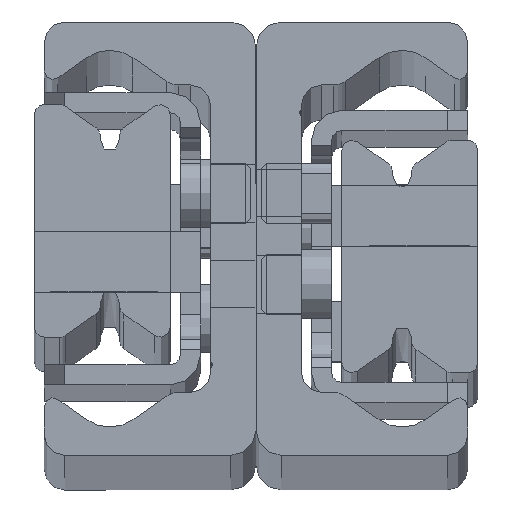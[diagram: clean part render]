
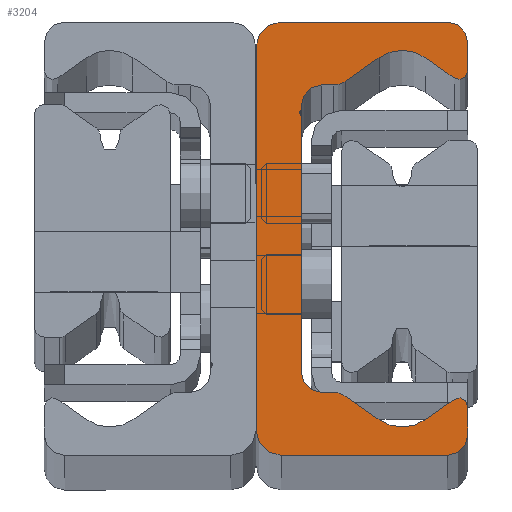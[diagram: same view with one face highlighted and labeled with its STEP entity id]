
A CAD part, top view. The second image highlights one B-rep face of the part: STEP entity #3204.
In plain terms, the highlighted planar face has unit normal (0, 0, 1).
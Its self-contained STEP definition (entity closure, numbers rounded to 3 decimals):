
#2066=CARTESIAN_POINT('',(2.499,0.,1970.0));
#2067=VERTEX_POINT('',#2066);
#2068=CARTESIAN_POINT('',(-0.001,2.5,1970.0));
#2069=VERTEX_POINT('',#2068);
#2070=CARTESIAN_POINT('',(2.499,2.5,1970.0));
#2071=DIRECTION('',(0.0,0.0,-1.0));
#2072=DIRECTION('',(-1.0,0.0,0.0));
#2073=AXIS2_PLACEMENT_3D('',#2070,#2071,#2072);
#2074=CIRCLE('',#2073,2.5);
#2075=EDGE_CURVE('',#2067,#2069,#2074,.T.);
#2108=CARTESIAN_POINT('',(-0.001,40.5,1970.0));
#2109=VERTEX_POINT('',#2108);
#2110=CARTESIAN_POINT('',(-0.001,2.5,1970.0));
#2111=DIRECTION('',(0.0,1.0,0.0));
#2112=VECTOR('',#2111,38.0);
#2113=LINE('',#2110,#2112);
#2114=EDGE_CURVE('',#2069,#2109,#2113,.T.);
#2226=CARTESIAN_POINT('',(2.499,43.0,1970.0));
#2227=VERTEX_POINT('',#2226);
#2228=CARTESIAN_POINT('',(2.499,40.5,1970.0));
#2229=DIRECTION('',(0.0,0.0,-1.0));
#2230=DIRECTION('',(0.0,1.0,0.0));
#2231=AXIS2_PLACEMENT_3D('',#2228,#2229,#2230);
#2232=CIRCLE('',#2231,2.5);
#2233=EDGE_CURVE('',#2109,#2227,#2232,.T.);
#2259=CARTESIAN_POINT('',(18.999,43.,1970.0));
#2260=VERTEX_POINT('',#2259);
#2261=CARTESIAN_POINT('',(2.499,43.0,1970.0));
#2262=DIRECTION('',(1.0,0.0,0.0));
#2263=VECTOR('',#2262,16.5);
#2264=LINE('',#2261,#2263);
#2265=EDGE_CURVE('',#2227,#2260,#2264,.T.);
#2290=CARTESIAN_POINT('',(20.999,41.,1970.0));
#2291=VERTEX_POINT('',#2290);
#2292=CARTESIAN_POINT('',(18.999,41.,1970.0));
#2293=DIRECTION('',(0.0,0.0,-1.0));
#2294=DIRECTION('',(1.0,0.0,0.0));
#2295=AXIS2_PLACEMENT_3D('',#2292,#2293,#2294);
#2296=CIRCLE('',#2295,2.0);
#2297=EDGE_CURVE('',#2260,#2291,#2296,.T.);
#2323=CARTESIAN_POINT('',(20.999,38.15,1970.0));
#2324=VERTEX_POINT('',#2323);
#2325=CARTESIAN_POINT('',(20.999,41.,1970.0));
#2326=DIRECTION('',(0.0,-1.0,0.0));
#2327=VECTOR('',#2326,2.85);
#2328=LINE('',#2325,#2327);
#2329=EDGE_CURVE('',#2291,#2324,#2328,.T.);
#2354=CARTESIAN_POINT('',(19.662,37.453,1970.0));
#2355=VERTEX_POINT('',#2354);
#2356=CARTESIAN_POINT('',(20.149,38.15,1970.0));
#2357=DIRECTION('',(0.0,0.0,-1.));
#2358=DIRECTION('',(-0.574,-0.819,0.0));
#2359=AXIS2_PLACEMENT_3D('',#2356,#2357,#2358);
#2360=CIRCLE('',#2359,0.85);
#2361=EDGE_CURVE('',#2324,#2355,#2360,.T.);
#2387=CARTESIAN_POINT('',(16.794,39.462,1970.0));
#2388=VERTEX_POINT('',#2387);
#2389=CARTESIAN_POINT('',(19.662,37.453,1970.0));
#2390=DIRECTION('',(-0.819,0.574,0.0));
#2391=VECTOR('',#2390,3.501);
#2392=LINE('',#2389,#2391);
#2393=EDGE_CURVE('',#2355,#2388,#2392,.T.);
#2418=CARTESIAN_POINT('',(12.205,39.462,1970.0));
#2419=VERTEX_POINT('',#2418);
#2420=CARTESIAN_POINT('',(14.499,36.185,1970.0));
#2421=DIRECTION('',(0.0,0.0,1.0));
#2422=DIRECTION('',(-0.574,-0.819,0.0));
#2423=AXIS2_PLACEMENT_3D('',#2420,#2421,#2422);
#2424=CIRCLE('',#2423,4.0);
#2425=EDGE_CURVE('',#2388,#2419,#2424,.T.);
#2451=CARTESIAN_POINT('',(8.849,37.112,1970.0));
#2452=VERTEX_POINT('',#2451);
#2453=CARTESIAN_POINT('',(12.205,39.462,1970.0));
#2454=DIRECTION('',(-0.819,-0.574,0.0));
#2455=VECTOR('',#2454,4.097);
#2456=LINE('',#2453,#2455);
#2457=EDGE_CURVE('',#2419,#2452,#2456,.T.);
#2482=CARTESIAN_POINT('',(7.702,36.75,1970.0));
#2483=VERTEX_POINT('',#2482);
#2484=CARTESIAN_POINT('',(7.702,38.75,1970.0));
#2485=DIRECTION('',(0.0,0.0,-1.0));
#2486=DIRECTION('',(0.0,-1.0,0.0));
#2487=AXIS2_PLACEMENT_3D('',#2484,#2485,#2486);
#2488=CIRCLE('',#2487,2.0);
#2489=EDGE_CURVE('',#2452,#2483,#2488,.T.);
#2515=CARTESIAN_POINT('',(6.499,36.75,1970.0));
#2516=VERTEX_POINT('',#2515);
#2517=CARTESIAN_POINT('',(7.702,36.75,1970.0));
#2518=DIRECTION('',(-1.0,0.0,0.0));
#2519=VECTOR('',#2518,1.203);
#2520=LINE('',#2517,#2519);
#2521=EDGE_CURVE('',#2483,#2516,#2520,.T.);
#2546=CARTESIAN_POINT('',(4.499,34.75,1970.0));
#2547=VERTEX_POINT('',#2546);
#2548=CARTESIAN_POINT('',(6.499,34.75,1970.0));
#2549=DIRECTION('',(0.0,0.0,1.0));
#2550=DIRECTION('',(0.0,-1.0,0.0));
#2551=AXIS2_PLACEMENT_3D('',#2548,#2549,#2550);
#2552=CIRCLE('',#2551,2.0);
#2553=EDGE_CURVE('',#2516,#2547,#2552,.T.);
#2579=CARTESIAN_POINT('',(4.499,34.361,1970.0));
#2580=VERTEX_POINT('',#2579);
#2581=CARTESIAN_POINT('',(4.499,34.75,1970.0));
#2582=DIRECTION('',(0.0,-1.0,0.0));
#2583=VECTOR('',#2582,0.389);
#2584=LINE('',#2581,#2583);
#2585=EDGE_CURVE('',#2547,#2580,#2584,.T.);
#2610=CARTESIAN_POINT('',(4.411,34.234,1970.0));
#2611=VERTEX_POINT('',#2610);
#2612=CARTESIAN_POINT('',(4.363,34.361,1970.0));
#2613=DIRECTION('',(0.0,0.0,-1.0));
#2614=DIRECTION('',(0.353,-0.936,0.0));
#2615=AXIS2_PLACEMENT_3D('',#2612,#2613,#2614);
#2616=CIRCLE('',#2615,0.136);
#2617=EDGE_CURVE('',#2580,#2611,#2616,.T.);
#2643=CARTESIAN_POINT('',(4.422,33.762,1970.0));
#2644=VERTEX_POINT('',#2643);
#2645=CARTESIAN_POINT('',(4.499,34.0,1970.0));
#2646=DIRECTION('',(0.0,0.0,1.));
#2647=DIRECTION('',(0.353,-0.936,0.0));
#2648=AXIS2_PLACEMENT_3D('',#2645,#2646,#2647);
#2649=CIRCLE('',#2648,0.25);
#2650=EDGE_CURVE('',#2611,#2644,#2649,.T.);
#2676=CARTESIAN_POINT('',(4.499,33.656,1970.0));
#2677=VERTEX_POINT('',#2676);
#2678=CARTESIAN_POINT('',(4.387,33.656,1970.0));
#2679=DIRECTION('',(0.0,0.0,-1.0));
#2680=DIRECTION('',(1.0,0.0,0.0));
#2681=AXIS2_PLACEMENT_3D('',#2678,#2679,#2680);
#2682=CIRCLE('',#2681,0.112);
#2683=EDGE_CURVE('',#2644,#2677,#2682,.T.);
#2709=CARTESIAN_POINT('',(4.499,8.25,1970.0));
#2710=VERTEX_POINT('',#2709);
#2711=CARTESIAN_POINT('',(4.499,33.656,1970.0));
#2712=DIRECTION('',(0.0,-1.0,0.0));
#2713=VECTOR('',#2712,25.406);
#2714=LINE('',#2711,#2713);
#2715=EDGE_CURVE('',#2677,#2710,#2714,.T.);
#2827=CARTESIAN_POINT('',(6.499,6.25,1970.0));
#2828=VERTEX_POINT('',#2827);
#2829=CARTESIAN_POINT('',(6.499,8.25,1970.0));
#2830=DIRECTION('',(0.0,0.0,1.0));
#2831=DIRECTION('',(1.0,0.0,0.0));
#2832=AXIS2_PLACEMENT_3D('',#2829,#2830,#2831);
#2833=CIRCLE('',#2832,2.0);
#2834=EDGE_CURVE('',#2710,#2828,#2833,.T.);
#2860=CARTESIAN_POINT('',(7.702,6.25,1970.0));
#2861=VERTEX_POINT('',#2860);
#2862=CARTESIAN_POINT('',(6.499,6.25,1970.0));
#2863=DIRECTION('',(1.0,0.0,0.0));
#2864=VECTOR('',#2863,1.203);
#2865=LINE('',#2862,#2864);
#2866=EDGE_CURVE('',#2828,#2861,#2865,.T.);
#2891=CARTESIAN_POINT('',(8.849,5.888,1970.0));
#2892=VERTEX_POINT('',#2891);
#2893=CARTESIAN_POINT('',(7.702,4.25,1970.0));
#2894=DIRECTION('',(0.0,0.0,-1.));
#2895=DIRECTION('',(0.574,0.819,0.0));
#2896=AXIS2_PLACEMENT_3D('',#2893,#2894,#2895);
#2897=CIRCLE('',#2896,2.0);
#2898=EDGE_CURVE('',#2861,#2892,#2897,.T.);
#2924=CARTESIAN_POINT('',(12.205,3.538,1970.0));
#2925=VERTEX_POINT('',#2924);
#2926=CARTESIAN_POINT('',(8.849,5.888,1970.0));
#2927=DIRECTION('',(0.819,-0.574,0.0));
#2928=VECTOR('',#2927,4.097);
#2929=LINE('',#2926,#2928);
#2930=EDGE_CURVE('',#2892,#2925,#2929,.T.);
#2955=CARTESIAN_POINT('',(16.794,3.538,1970.0));
#2956=VERTEX_POINT('',#2955);
#2957=CARTESIAN_POINT('',(14.499,6.815,1970.0));
#2958=DIRECTION('',(0.0,0.0,1.0));
#2959=DIRECTION('',(0.574,0.819,0.0));
#2960=AXIS2_PLACEMENT_3D('',#2957,#2958,#2959);
#2961=CIRCLE('',#2960,4.0);
#2962=EDGE_CURVE('',#2925,#2956,#2961,.T.);
#2988=CARTESIAN_POINT('',(19.662,5.547,1970.0));
#2989=VERTEX_POINT('',#2988);
#2990=CARTESIAN_POINT('',(16.794,3.538,1970.0));
#2991=DIRECTION('',(0.819,0.574,0.0));
#2992=VECTOR('',#2991,3.501);
#2993=LINE('',#2990,#2992);
#2994=EDGE_CURVE('',#2956,#2989,#2993,.T.);
#3019=CARTESIAN_POINT('',(20.999,4.85,1970.0));
#3020=VERTEX_POINT('',#3019);
#3021=CARTESIAN_POINT('',(20.149,4.85,1970.0));
#3022=DIRECTION('',(0.0,0.0,-1.0));
#3023=DIRECTION('',(1.0,0.0,0.0));
#3024=AXIS2_PLACEMENT_3D('',#3021,#3022,#3023);
#3025=CIRCLE('',#3024,0.85);
#3026=EDGE_CURVE('',#2989,#3020,#3025,.T.);
#3052=CARTESIAN_POINT('',(20.999,2.,1970.0));
#3053=VERTEX_POINT('',#3052);
#3054=CARTESIAN_POINT('',(20.999,4.85,1970.0));
#3055=DIRECTION('',(0.0,-1.0,0.0));
#3056=VECTOR('',#3055,2.85);
#3057=LINE('',#3054,#3056);
#3058=EDGE_CURVE('',#3020,#3053,#3057,.T.);
#3083=CARTESIAN_POINT('',(18.999,0.,1970.0));
#3084=VERTEX_POINT('',#3083);
#3085=CARTESIAN_POINT('',(18.999,2.,1970.0));
#3086=DIRECTION('',(0.0,0.0,-1.0));
#3087=DIRECTION('',(0.0,-1.0,0.0));
#3088=AXIS2_PLACEMENT_3D('',#3085,#3086,#3087);
#3089=CIRCLE('',#3088,2.0);
#3090=EDGE_CURVE('',#3053,#3084,#3089,.T.);
#3116=CARTESIAN_POINT('',(18.999,0.,1970.0));
#3117=DIRECTION('',(-1.0,0.0,0.0));
#3118=VECTOR('',#3117,16.5);
#3119=LINE('',#3116,#3118);
#3120=EDGE_CURVE('',#3084,#2067,#3119,.T.);
#3169=CARTESIAN_POINT('',(7.822,21.517,1970.0));
#3170=DIRECTION('',(0.0,0.0,1.0));
#3171=DIRECTION('',(1.0,0.0,0.0));
#3172=AXIS2_PLACEMENT_3D('',#3169,#3170,#3171);
#3173=PLANE('',#3172);
#3174=ORIENTED_EDGE('',*,*,#2075,.F.);
#3175=ORIENTED_EDGE('',*,*,#3120,.F.);
#3176=ORIENTED_EDGE('',*,*,#3090,.F.);
#3177=ORIENTED_EDGE('',*,*,#3058,.F.);
#3178=ORIENTED_EDGE('',*,*,#3026,.F.);
#3179=ORIENTED_EDGE('',*,*,#2994,.F.);
#3180=ORIENTED_EDGE('',*,*,#2962,.F.);
#3181=ORIENTED_EDGE('',*,*,#2930,.F.);
#3182=ORIENTED_EDGE('',*,*,#2898,.F.);
#3183=ORIENTED_EDGE('',*,*,#2866,.F.);
#3184=ORIENTED_EDGE('',*,*,#2834,.F.);
#3185=ORIENTED_EDGE('',*,*,#2715,.F.);
#3186=ORIENTED_EDGE('',*,*,#2683,.F.);
#3187=ORIENTED_EDGE('',*,*,#2650,.F.);
#3188=ORIENTED_EDGE('',*,*,#2617,.F.);
#3189=ORIENTED_EDGE('',*,*,#2585,.F.);
#3190=ORIENTED_EDGE('',*,*,#2553,.F.);
#3191=ORIENTED_EDGE('',*,*,#2521,.F.);
#3192=ORIENTED_EDGE('',*,*,#2489,.F.);
#3193=ORIENTED_EDGE('',*,*,#2457,.F.);
#3194=ORIENTED_EDGE('',*,*,#2425,.F.);
#3195=ORIENTED_EDGE('',*,*,#2393,.F.);
#3196=ORIENTED_EDGE('',*,*,#2361,.F.);
#3197=ORIENTED_EDGE('',*,*,#2329,.F.);
#3198=ORIENTED_EDGE('',*,*,#2297,.F.);
#3199=ORIENTED_EDGE('',*,*,#2265,.F.);
#3200=ORIENTED_EDGE('',*,*,#2233,.F.);
#3201=ORIENTED_EDGE('',*,*,#2114,.F.);
#3202=EDGE_LOOP('',(#3174,#3175,#3176,#3177,#3178,#3179,#3180,#3181,#3182,#3183,#3184,#3185,#3186,#3187,#3188,#3189,#3190,#3191,#3192,#3193,#3194,#3195,#3196,#3197,#3198,#3199,#3200,#3201));
#3203=FACE_OUTER_BOUND('',#3202,.T.);
#3204=ADVANCED_FACE('',(#3203),#3173,.T.);
